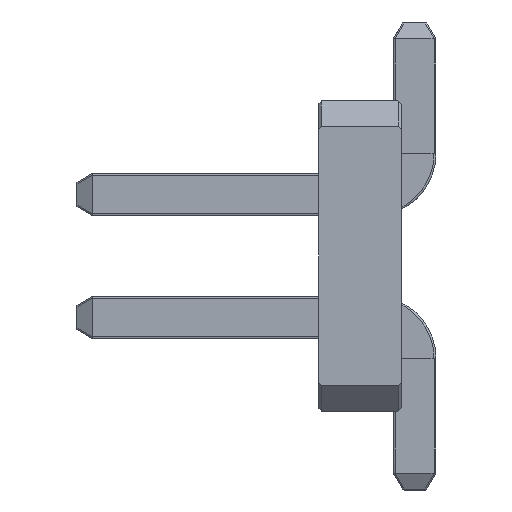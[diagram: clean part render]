
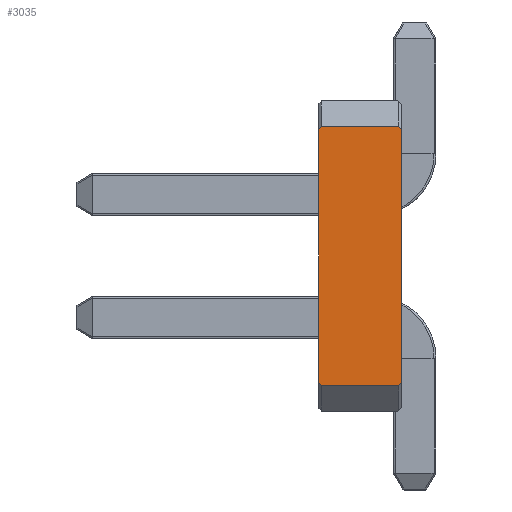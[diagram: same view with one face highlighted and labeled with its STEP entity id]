
A CAD part, left-side view. The second image highlights one B-rep face of the part: STEP entity #3035.
In plain terms, the highlighted planar face has unit normal (-1, 0, 0).
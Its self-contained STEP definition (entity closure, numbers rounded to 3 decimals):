
#87 = LINE ( 'NONE', #1045, #1247 ) ;
#121 = VERTEX_POINT ( 'NONE', #1087 ) ;
#216 = CARTESIAN_POINT ( 'NONE',  ( -0.635, 0.85, -1.34 ) ) ;
#233 = CARTESIAN_POINT ( 'NONE',  ( -0.635, 0.025, 1.34 ) ) ;
#317 = DIRECTION ( 'NONE',  ( 0., 0., 1. ) ) ;
#325 = DIRECTION ( 'NONE',  ( 0., -1., 0. ) ) ;
#364 = EDGE_CURVE ( 'NONE', #2237, #778, #829, .T. ) ;
#386 = DIRECTION ( 'NONE',  ( 0., -0.577, 0.816 ) ) ;
#435 = DIRECTION ( 'NONE',  ( 0., 0., 1. ) ) ;
#544 = VERTEX_POINT ( 'NONE', #882 ) ;
#629 = DIRECTION ( 'NONE',  ( 0., -0.577, -0.816 ) ) ;
#671 = ORIENTED_EDGE ( 'NONE', *, *, #1264, .T. ) ;
#723 = DIRECTION ( 'NONE',  ( 1., 0., 0. ) ) ;
#744 = VERTEX_POINT ( 'NONE', #3020 ) ;
#778 = VERTEX_POINT ( 'NONE', #811 ) ;
#811 = CARTESIAN_POINT ( 'NONE',  ( -0.635, 0.025, 1.34 ) ) ;
#829 = LINE ( 'NONE', #3054, #884 ) ;
#870 = AXIS2_PLACEMENT_3D ( 'NONE', #1986, #723, #2734 ) ;
#877 = EDGE_CURVE ( 'NONE', #744, #942, #2882, .T. ) ;
#882 = CARTESIAN_POINT ( 'NONE',  ( -0.635, 0., -1.305 ) ) ;
#884 = VECTOR ( 'NONE', #325, 1000. ) ;
#900 = ORIENTED_EDGE ( 'NONE', *, *, #1275, .T. ) ;
#924 = VECTOR ( 'NONE', #629, 1000. ) ;
#925 = EDGE_CURVE ( 'NONE', #942, #121, #982, .T. ) ;
#942 = VERTEX_POINT ( 'NONE', #2177 ) ;
#945 = CARTESIAN_POINT ( 'NONE',  ( -0.635, 0.85, -1.34 ) ) ;
#969 = PLANE ( 'NONE',  #870 ) ;
#982 = LINE ( 'NONE', #945, #1435 ) ;
#1012 = EDGE_LOOP ( 'NONE', ( #2320, #2377, #2296, #1705, #900, #3013, #2212, #671 ) ) ;
#1045 = CARTESIAN_POINT ( 'NONE',  ( -0.635, 1.008, 1.081 ) ) ;
#1073 = VERTEX_POINT ( 'NONE', #1899 ) ;
#1084 = CARTESIAN_POINT ( 'NONE',  ( -0.635, 0., 1.305 ) ) ;
#1087 = CARTESIAN_POINT ( 'NONE',  ( -0.635, 0.025, -1.34 ) ) ;
#1115 = CARTESIAN_POINT ( 'NONE',  ( -0.635, 1.008, -1.081 ) ) ;
#1169 = EDGE_CURVE ( 'NONE', #744, #1073, #1967, .T. ) ;
#1206 = LINE ( 'NONE', #1712, #2863 ) ;
#1214 = FACE_OUTER_BOUND ( 'NONE', #1012, .T. ) ;
#1215 = EDGE_CURVE ( 'NONE', #121, #544, #1206, .T. ) ;
#1247 = VECTOR ( 'NONE', #1525, 1000. ) ;
#1264 = EDGE_CURVE ( 'NONE', #2237, #1073, #87, .T. ) ;
#1275 = EDGE_CURVE ( 'NONE', #544, #2369, #2295, .T. ) ;
#1435 = VECTOR ( 'NONE', #3176, 1000. ) ;
#1525 = DIRECTION ( 'NONE',  ( 0., 0.577, -0.816 ) ) ;
#1601 = VECTOR ( 'NONE', #435, 1000. ) ;
#1659 = VECTOR ( 'NONE', #317, 1000. ) ;
#1705 = ORIENTED_EDGE ( 'NONE', *, *, #1215, .T. ) ;
#1712 = CARTESIAN_POINT ( 'NONE',  ( -0.635, 0.025, -1.34 ) ) ;
#1899 = CARTESIAN_POINT ( 'NONE',  ( -0.635, 0.85, 1.305 ) ) ;
#1966 = LINE ( 'NONE', #233, #2809 ) ;
#1967 = LINE ( 'NONE', #216, #1601 ) ;
#1984 = CARTESIAN_POINT ( 'NONE',  ( -0.635, 0.825, 1.34 ) ) ;
#1986 = CARTESIAN_POINT ( 'NONE',  ( -0.635, 0.85, -1.34 ) ) ;
#2056 = CARTESIAN_POINT ( 'NONE',  ( -0.635, 0., -1.34 ) ) ;
#2177 = CARTESIAN_POINT ( 'NONE',  ( -0.635, 0.825, -1.34 ) ) ;
#2212 = ORIENTED_EDGE ( 'NONE', *, *, #364, .F. ) ;
#2237 = VERTEX_POINT ( 'NONE', #1984 ) ;
#2295 = LINE ( 'NONE', #2056, #1659 ) ;
#2296 = ORIENTED_EDGE ( 'NONE', *, *, #925, .T. ) ;
#2320 = ORIENTED_EDGE ( 'NONE', *, *, #1169, .F. ) ;
#2369 = VERTEX_POINT ( 'NONE', #1084 ) ;
#2377 = ORIENTED_EDGE ( 'NONE', *, *, #877, .T. ) ;
#2602 = EDGE_CURVE ( 'NONE', #2369, #778, #1966, .T. ) ;
#2734 = DIRECTION ( 'NONE',  ( 0., 0., -1. ) ) ;
#2809 = VECTOR ( 'NONE', #3081, 1000. ) ;
#2863 = VECTOR ( 'NONE', #386, 1000. ) ;
#2882 = LINE ( 'NONE', #1115, #924 ) ;
#3013 = ORIENTED_EDGE ( 'NONE', *, *, #2602, .T. ) ;
#3020 = CARTESIAN_POINT ( 'NONE',  ( -0.635, 0.85, -1.305 ) ) ;
#3035 = ADVANCED_FACE ( 'NONE', ( #1214 ), #969, .F. ) ;
#3054 = CARTESIAN_POINT ( 'NONE',  ( -0.635, 0.85, 1.34 ) ) ;
#3081 = DIRECTION ( 'NONE',  ( 0., 0.577, 0.816 ) ) ;
#3176 = DIRECTION ( 'NONE',  ( 0., -1., 0. ) ) ;
